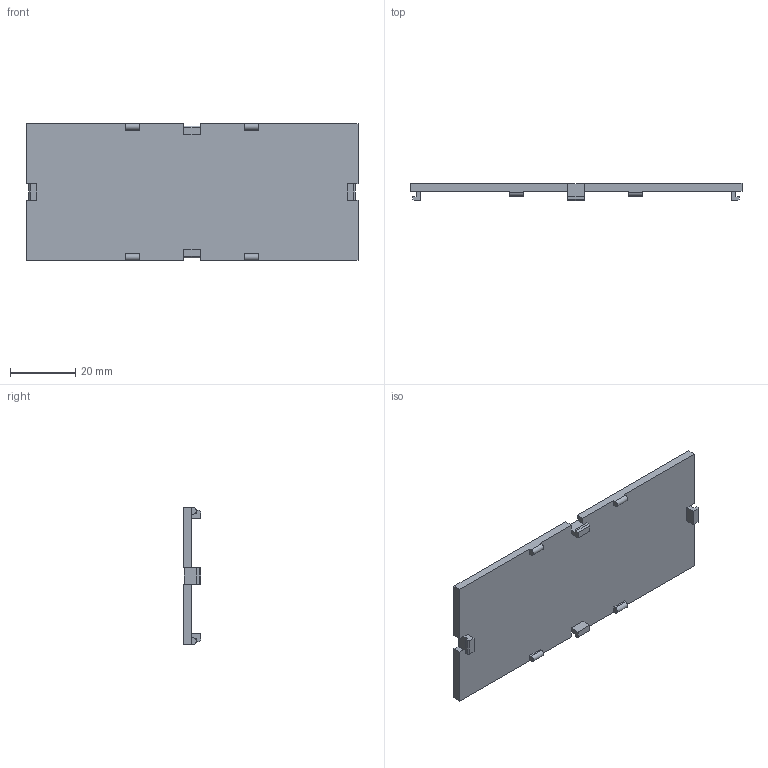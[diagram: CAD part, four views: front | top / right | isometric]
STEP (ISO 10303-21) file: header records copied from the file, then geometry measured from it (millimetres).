
FILE_DESCRIPTION((''),'2;1');
FILE_NAME('D6MG_COVER','2015-03-05T',('Oleg'),(''),'CREO PARAMETRIC BY PTC INC, 2014440','CREO PARAMETRIC BY PTC INC, 2014440','');
FILE_SCHEMA(('CONFIG_CONTROL_DESIGN'));
Length unit declared in the file: millimetre
Products named in the file (1): D6MG_COVER
Bounding box: 102.1 x 5.4 x 42.1 mm (x, y, z)
Volume: 9798.8 mm3; surface area: 9592.5 mm2
Topology: 1 solids, 1 shells, 78 faces, 220 edges, 144 vertices
Faces by surface type: plane 74, cylinder 4
Entity records: 2510 total; most frequent: CARTESIAN_POINT 443, ORIENTED_EDGE 440, DIRECTION 386, EDGE_CURVE 220, VECTOR 212, LINE 212, VERTEX_POINT 144, AXIS2_PLACEMENT_3D 87
